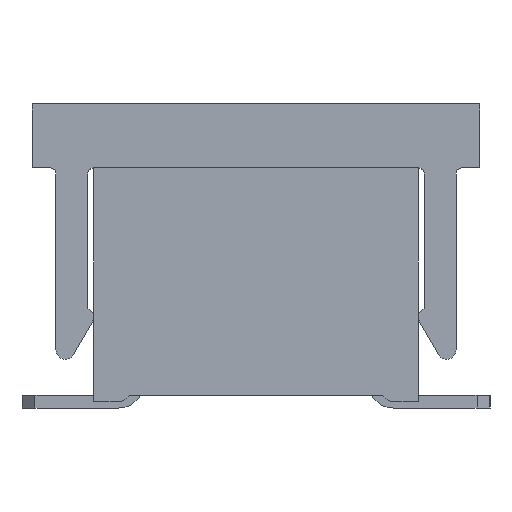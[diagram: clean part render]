
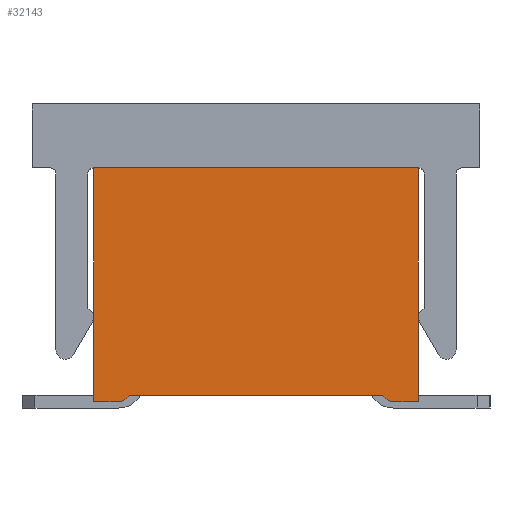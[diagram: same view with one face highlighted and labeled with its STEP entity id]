
A CAD part, front view. The second image highlights one B-rep face of the part: STEP entity #32143.
In plain terms, the highlighted face is planar.
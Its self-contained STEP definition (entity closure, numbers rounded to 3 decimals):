
#1201=PLANE('',#35083);
#4854=LINE('',#53503,#8498);
#4858=LINE('',#53510,#8502);
#4859=LINE('',#53512,#8503);
#4860=LINE('',#53514,#8504);
#4861=LINE('',#53516,#8505);
#4862=LINE('',#53518,#8506);
#8498=VECTOR('',#44109,1000.);
#8502=VECTOR('',#44119,1000.);
#8503=VECTOR('',#44120,1000.);
#8504=VECTOR('',#44121,1000.);
#8505=VECTOR('',#44122,1000.);
#8506=VECTOR('',#44123,1000.);
#17522=ORIENTED_EDGE('',*,*,#21802,.T.);
#17523=ORIENTED_EDGE('',*,*,#22490,.F.);
#17524=ORIENTED_EDGE('',*,*,#21852,.T.);
#17525=ORIENTED_EDGE('',*,*,#22494,.T.);
#17526=ORIENTED_EDGE('',*,*,#22495,.T.);
#17527=ORIENTED_EDGE('',*,*,#22496,.T.);
#17528=ORIENTED_EDGE('',*,*,#22497,.T.);
#17529=ORIENTED_EDGE('',*,*,#22498,.T.);
#21802=EDGE_CURVE('',#25046,#25047,#26478,.T.);
#21852=EDGE_CURVE('',#25097,#25096,#26503,.T.);
#22490=EDGE_CURVE('',#25097,#25047,#4854,.T.);
#22494=EDGE_CURVE('',#25096,#25494,#4858,.T.);
#22495=EDGE_CURVE('',#25494,#25495,#4859,.T.);
#22496=EDGE_CURVE('',#25495,#25496,#4860,.T.);
#22497=EDGE_CURVE('',#25496,#25497,#4861,.T.);
#22498=EDGE_CURVE('',#25497,#25046,#4862,.T.);
#25046=VERTEX_POINT('',#52166);
#25047=VERTEX_POINT('',#52167);
#25096=VERTEX_POINT('',#52266);
#25097=VERTEX_POINT('',#52268);
#25494=VERTEX_POINT('',#53511);
#25495=VERTEX_POINT('',#53513);
#25496=VERTEX_POINT('',#53515);
#25497=VERTEX_POINT('',#53517);
#26478=CIRCLE('',#34835,0.2);
#26503=CIRCLE('',#34861,0.2);
#28189=EDGE_LOOP('',(#17522,#17523,#17524,#17525,#17526,#17527,#17528,#17529));
#29921=FACE_BOUND('',#28189,.T.);
#32143=ADVANCED_FACE('',(#29921),#1201,.T.);
#34835=AXIS2_PLACEMENT_3D('',#52165,#42973,#42974);
#34861=AXIS2_PLACEMENT_3D('',#52267,#43050,#43051);
#35083=AXIS2_PLACEMENT_3D('',#53509,#44117,#44118);
#42973=DIRECTION('',(-1.,0.,0.));
#42974=DIRECTION('',(0.,0.,1.));
#43050=DIRECTION('',(-1.,0.,0.));
#43051=DIRECTION('',(0.,0.,1.));
#44109=DIRECTION('',(0.,1.,0.));
#44117=DIRECTION('',(-1.,0.,0.));
#44118=DIRECTION('',(0.,0.,1.));
#44119=DIRECTION('',(0.,-1.,0.));
#44120=DIRECTION('',(0.,0.,1.));
#44121=DIRECTION('',(0.,1.,0.));
#44122=DIRECTION('',(0.,0.,-1.));
#44123=DIRECTION('',(0.,-1.,0.));
#52165=CARTESIAN_POINT('',(-12.7,2.12,-1.6));
#52166=CARTESIAN_POINT('',(-12.7,2.12,-1.8));
#52167=CARTESIAN_POINT('',(-12.7,1.947,-1.7));
#52266=CARTESIAN_POINT('',(-12.7,-2.12,-1.8));
#52267=CARTESIAN_POINT('',(-12.7,-2.12,-1.6));
#52268=CARTESIAN_POINT('',(-12.7,-1.947,-1.7));
#53503=CARTESIAN_POINT('',(-12.7,0.,-1.7));
#53509=CARTESIAN_POINT('',(-12.7,0.,0.));
#53510=CARTESIAN_POINT('',(-12.7,2.5,-1.8));
#53511=CARTESIAN_POINT('',(-12.7,-2.5,-1.8));
#53512=CARTESIAN_POINT('',(-12.7,-2.5,-1.8));
#53513=CARTESIAN_POINT('',(-12.7,-2.5,1.8));
#53514=CARTESIAN_POINT('',(-12.7,-2.5,1.8));
#53515=CARTESIAN_POINT('',(-12.7,2.5,1.8));
#53516=CARTESIAN_POINT('',(-12.7,2.5,1.8));
#53517=CARTESIAN_POINT('',(-12.7,2.5,-1.8));
#53518=CARTESIAN_POINT('',(-12.7,2.5,-1.8));
